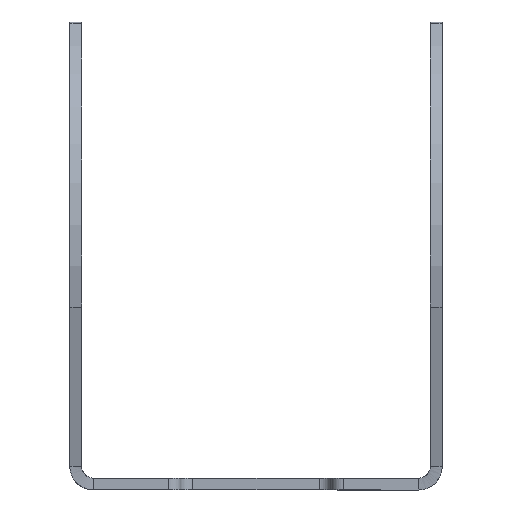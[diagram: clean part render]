
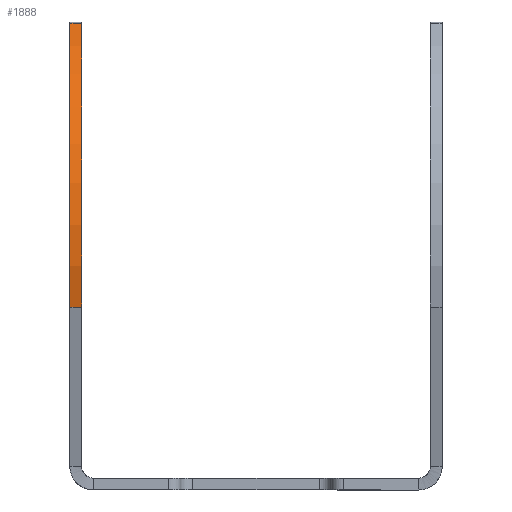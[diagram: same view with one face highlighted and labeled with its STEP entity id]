
A CAD part, front view. The second image highlights one B-rep face of the part: STEP entity #1888.
In plain terms, the highlighted cylindrical face has radius 62 mm (diameter 124 mm), a partial arc.
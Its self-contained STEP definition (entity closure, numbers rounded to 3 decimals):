
#371 = LINE ( 'NONE', #2336, #2501 ) ;
#494 = CARTESIAN_POINT ( 'NONE',  ( -47., 18.474, 114.786 ) ) ;
#669 = AXIS2_PLACEMENT_3D ( 'NONE', #880, #896, #1961 ) ;
#880 = CARTESIAN_POINT ( 'NONE',  ( -47., 47.5, 60. ) ) ;
#896 = DIRECTION ( 'NONE',  ( 1., 0., 0. ) ) ;
#911 = LINE ( 'NONE', #3089, #1140 ) ;
#942 = DIRECTION ( 'NONE',  ( 0., 0., -1. ) ) ;
#963 = DIRECTION ( 'NONE',  ( 0., 0., -1. ) ) ;
#1118 = ORIENTED_EDGE ( 'NONE', *, *, #2685, .T. ) ;
#1132 = EDGE_CURVE ( 'NONE', #3478, #1267, #1670, .T. ) ;
#1140 = VECTOR ( 'NONE', #1179, 1000. ) ;
#1179 = DIRECTION ( 'NONE',  ( 1., 0., 0. ) ) ;
#1267 = VERTEX_POINT ( 'NONE', #494 ) ;
#1379 = ORIENTED_EDGE ( 'NONE', *, *, #3363, .T. ) ;
#1568 = CARTESIAN_POINT ( 'NONE',  ( -44., 47.5, 60. ) ) ;
#1599 = CIRCLE ( 'NONE', #1768, 62. ) ;
#1625 = FACE_OUTER_BOUND ( 'NONE', #3115, .T. ) ;
#1670 = CIRCLE ( 'NONE', #2565, 62. ) ;
#1688 = CARTESIAN_POINT ( 'NONE',  ( -47., -12.173, 43.175 ) ) ;
#1721 = CARTESIAN_POINT ( 'NONE',  ( -47., 47.5, 60. ) ) ;
#1768 = AXIS2_PLACEMENT_3D ( 'NONE', #1568, #2620, #963 ) ;
#1861 = VERTEX_POINT ( 'NONE', #1911 ) ;
#1888 = ADVANCED_FACE ( 'NONE', ( #1625 ), #2733, .T. ) ;
#1911 = CARTESIAN_POINT ( 'NONE',  ( -44., -12.173, 43.175 ) ) ;
#1958 = CARTESIAN_POINT ( 'NONE',  ( -44., 18.474, 114.786 ) ) ;
#1961 = DIRECTION ( 'NONE',  ( 0., 0., -1. ) ) ;
#2105 = DIRECTION ( 'NONE',  ( -1., 0., 0. ) ) ;
#2336 = CARTESIAN_POINT ( 'NONE',  ( -47., 18.474, 114.786 ) ) ;
#2501 = VECTOR ( 'NONE', #2105, 1000. ) ;
#2565 = AXIS2_PLACEMENT_3D ( 'NONE', #1721, #3365, #942 ) ;
#2620 = DIRECTION ( 'NONE',  ( -1., 0., 0. ) ) ;
#2627 = ORIENTED_EDGE ( 'NONE', *, *, #3059, .T. ) ;
#2685 = EDGE_CURVE ( 'NONE', #3225, #1267, #371, .T. ) ;
#2733 = CYLINDRICAL_SURFACE ( 'NONE', #669, 62. ) ;
#3003 = ORIENTED_EDGE ( 'NONE', *, *, #1132, .F. ) ;
#3059 = EDGE_CURVE ( 'NONE', #1861, #3225, #1599, .T. ) ;
#3089 = CARTESIAN_POINT ( 'NONE',  ( -47., -12.173, 43.175 ) ) ;
#3115 = EDGE_LOOP ( 'NONE', ( #2627, #1118, #3003, #1379 ) ) ;
#3225 = VERTEX_POINT ( 'NONE', #1958 ) ;
#3363 = EDGE_CURVE ( 'NONE', #3478, #1861, #911, .T. ) ;
#3365 = DIRECTION ( 'NONE',  ( -1., 0., 0. ) ) ;
#3478 = VERTEX_POINT ( 'NONE', #1688 ) ;
